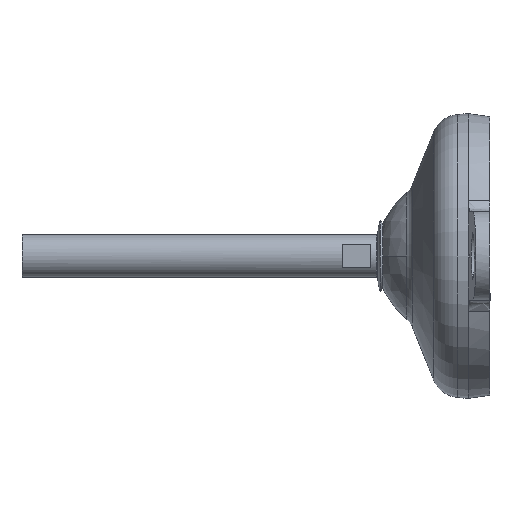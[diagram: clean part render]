
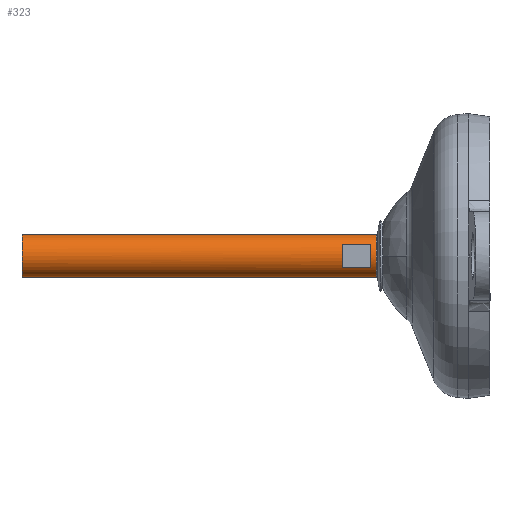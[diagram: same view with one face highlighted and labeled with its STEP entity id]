
A CAD part, left-side view. The second image highlights one B-rep face of the part: STEP entity #323.
In plain terms, the highlighted cylindrical face has radius 6 mm (diameter 12 mm), a partial arc.
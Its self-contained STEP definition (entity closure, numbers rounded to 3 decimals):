
#38 = AXIS2_PLACEMENT_3D ( 'NONE', #1106, #200, #68 ) ;
#68 = DIRECTION ( 'NONE',  ( 0., 0., -1. ) ) ;
#95 = ORIENTED_EDGE ( 'NONE', *, *, #1280, .T. ) ;
#101 = DIRECTION ( 'NONE',  ( 0., 1., 0. ) ) ;
#106 = CIRCLE ( 'NONE', #1446, 6. ) ;
#123 = DIRECTION ( 'NONE',  ( 0., 0., -1. ) ) ;
#153 = ORIENTED_EDGE ( 'NONE', *, *, #679, .T. ) ;
#159 = CARTESIAN_POINT ( 'NONE',  ( 0., 33.5, 0. ) ) ;
#160 = EDGE_CURVE ( 'NONE', #433, #354, #1067, .T. ) ;
#186 = DIRECTION ( 'NONE',  ( 0., -1., 0. ) ) ;
#193 = DIRECTION ( 'NONE',  ( 0., -1., 0. ) ) ;
#198 = CARTESIAN_POINT ( 'NONE',  ( 0., 32., -6. ) ) ;
#200 = DIRECTION ( 'NONE',  ( 0., -1., 0. ) ) ;
#263 = DIRECTION ( 'NONE',  ( 0., 0., -1. ) ) ;
#293 = ORIENTED_EDGE ( 'NONE', *, *, #833, .T. ) ;
#312 = VERTEX_POINT ( 'NONE', #440 ) ;
#323 = ADVANCED_FACE ( 'NONE', ( #1395, #477 ), #1679, .T. ) ;
#329 = DIRECTION ( 'NONE',  ( 0., -1., 0. ) ) ;
#330 = VECTOR ( 'NONE', #186, 1000. ) ;
#354 = VERTEX_POINT ( 'NONE', #1508 ) ;
#356 = CARTESIAN_POINT ( 'NONE',  ( -5., 41.5, 3.317 ) ) ;
#378 = EDGE_CURVE ( 'NONE', #728, #433, #733, .T. ) ;
#381 = LINE ( 'NONE', #909, #1563 ) ;
#433 = VERTEX_POINT ( 'NONE', #1276 ) ;
#440 = CARTESIAN_POINT ( 'NONE',  ( 0., 32., 6. ) ) ;
#477 = FACE_BOUND ( 'NONE', #1736, .T. ) ;
#494 = VECTOR ( 'NONE', #329, 1000. ) ;
#538 = VERTEX_POINT ( 'NONE', #1522 ) ;
#673 = DIRECTION ( 'NONE',  ( 0., -1., 0. ) ) ;
#679 = EDGE_CURVE ( 'NONE', #972, #1440, #1380, .T. ) ;
#699 = ORIENTED_EDGE ( 'NONE', *, *, #378, .T. ) ;
#728 = VERTEX_POINT ( 'NONE', #356 ) ;
#733 = LINE ( 'NONE', #1525, #494 ) ;
#790 = CARTESIAN_POINT ( 'NONE',  ( 0., 41.5, 0. ) ) ;
#811 = EDGE_CURVE ( 'NONE', #312, #1440, #1352, .T. ) ;
#823 = AXIS2_PLACEMENT_3D ( 'NONE', #159, #673, #263 ) ;
#833 = EDGE_CURVE ( 'NONE', #863, #728, #912, .T. ) ;
#863 = VERTEX_POINT ( 'NONE', #1051 ) ;
#881 = DIRECTION ( 'NONE',  ( 0., 0., -1. ) ) ;
#904 = CARTESIAN_POINT ( 'NONE',  ( 0., 32., 0. ) ) ;
#909 = CARTESIAN_POINT ( 'NONE',  ( -5., 0., -3.317 ) ) ;
#912 = CIRCLE ( 'NONE', #1384, 6. ) ;
#935 = AXIS2_PLACEMENT_3D ( 'NONE', #904, #1569, #123 ) ;
#950 = CARTESIAN_POINT ( 'NONE',  ( 0., 131.5, -6. ) ) ;
#972 = VERTEX_POINT ( 'NONE', #950 ) ;
#1001 = CARTESIAN_POINT ( 'NONE',  ( 0., 0., 6. ) ) ;
#1026 = ORIENTED_EDGE ( 'NONE', *, *, #160, .T. ) ;
#1051 = CARTESIAN_POINT ( 'NONE',  ( -5., 41.5, -3.317 ) ) ;
#1067 = CIRCLE ( 'NONE', #823, 6. ) ;
#1090 = ORIENTED_EDGE ( 'NONE', *, *, #811, .F. ) ;
#1104 = EDGE_CURVE ( 'NONE', #538, #312, #1263, .T. ) ;
#1106 = CARTESIAN_POINT ( 'NONE',  ( 0., 0., 0. ) ) ;
#1115 = EDGE_CURVE ( 'NONE', #538, #972, #106, .T. ) ;
#1133 = CARTESIAN_POINT ( 'NONE',  ( 0., 0., -6. ) ) ;
#1173 = DIRECTION ( 'NONE',  ( 0., 1., 0. ) ) ;
#1190 = DIRECTION ( 'NONE',  ( 0., 0., 1. ) ) ;
#1257 = DIRECTION ( 'NONE',  ( 0., -1., 0. ) ) ;
#1263 = LINE ( 'NONE', #1001, #1702 ) ;
#1269 = ORIENTED_EDGE ( 'NONE', *, *, #1115, .T. ) ;
#1276 = CARTESIAN_POINT ( 'NONE',  ( -5., 33.5, 3.317 ) ) ;
#1280 = EDGE_CURVE ( 'NONE', #354, #863, #381, .T. ) ;
#1352 = CIRCLE ( 'NONE', #935, 6. ) ;
#1380 = LINE ( 'NONE', #1133, #330 ) ;
#1384 = AXIS2_PLACEMENT_3D ( 'NONE', #790, #101, #1190 ) ;
#1395 = FACE_OUTER_BOUND ( 'NONE', #1456, .T. ) ;
#1440 = VERTEX_POINT ( 'NONE', #198 ) ;
#1446 = AXIS2_PLACEMENT_3D ( 'NONE', #1516, #193, #881 ) ;
#1456 = EDGE_LOOP ( 'NONE', ( #1584, #1269, #153, #1090 ) ) ;
#1508 = CARTESIAN_POINT ( 'NONE',  ( -5., 33.5, -3.317 ) ) ;
#1516 = CARTESIAN_POINT ( 'NONE',  ( 0., 131.5, 0. ) ) ;
#1522 = CARTESIAN_POINT ( 'NONE',  ( 0., 131.5, 6. ) ) ;
#1525 = CARTESIAN_POINT ( 'NONE',  ( -5., 0., 3.317 ) ) ;
#1563 = VECTOR ( 'NONE', #1173, 1000. ) ;
#1569 = DIRECTION ( 'NONE',  ( 0., -1., 0. ) ) ;
#1584 = ORIENTED_EDGE ( 'NONE', *, *, #1104, .F. ) ;
#1679 = CYLINDRICAL_SURFACE ( 'NONE', #38, 6. ) ;
#1702 = VECTOR ( 'NONE', #1257, 1000. ) ;
#1736 = EDGE_LOOP ( 'NONE', ( #95, #293, #699, #1026 ) ) ;
